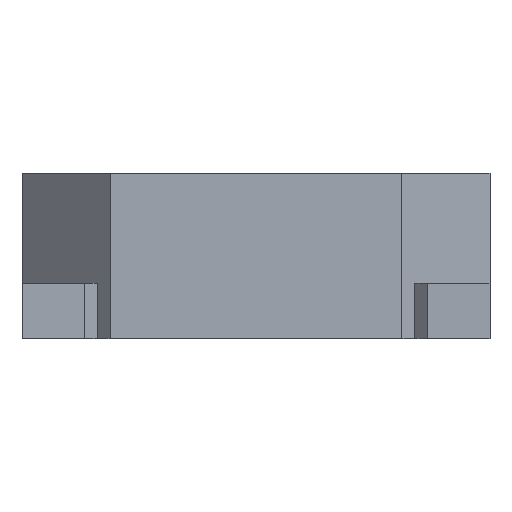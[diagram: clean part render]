
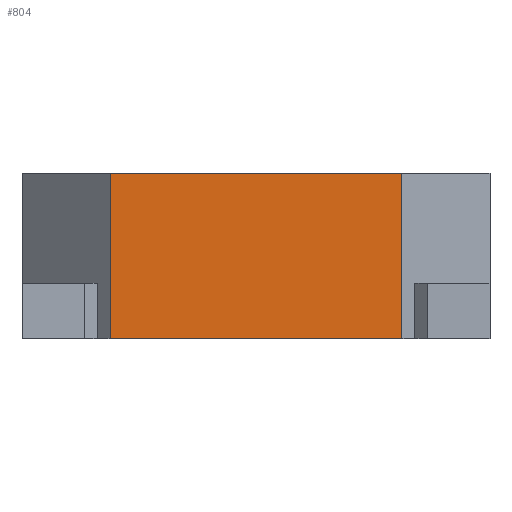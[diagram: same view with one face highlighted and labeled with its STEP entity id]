
A CAD part, top view. The second image highlights one B-rep face of the part: STEP entity #804.
In plain terms, the highlighted planar face has unit normal (0, 0, 1).
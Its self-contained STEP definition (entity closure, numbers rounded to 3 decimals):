
#8 = CARTESIAN_POINT ( 'NONE',  ( 6.9, 3., 0. ) ) ;
#11 = FACE_OUTER_BOUND ( 'NONE', #663, .T. ) ;
#141 = DIRECTION ( 'NONE',  ( 1., 0., 0. ) ) ;
#149 = DIRECTION ( 'NONE',  ( -1., 0., 0. ) ) ;
#189 = CARTESIAN_POINT ( 'NONE',  ( 6.9, 3., 0. ) ) ;
#204 = VECTOR ( 'NONE', #141, 1000. ) ;
#207 = ORIENTED_EDGE ( 'NONE', *, *, #603, .T. ) ;
#248 = CARTESIAN_POINT ( 'NONE',  ( 6.9, 3., 0. ) ) ;
#270 = ORIENTED_EDGE ( 'NONE', *, *, #350, .F. ) ;
#287 = DIRECTION ( 'NONE',  ( 1., 0., 0. ) ) ;
#323 = CARTESIAN_POINT ( 'NONE',  ( 1.6, 3., 0. ) ) ;
#350 = EDGE_CURVE ( 'NONE', #1011, #1062, #703, .T. ) ;
#378 = LINE ( 'NONE', #839, #750 ) ;
#382 = CARTESIAN_POINT ( 'NONE',  ( 6.9, 0., 0. ) ) ;
#383 = VERTEX_POINT ( 'NONE', #933 ) ;
#385 = EDGE_CURVE ( 'NONE', #1011, #994, #378, .T. ) ;
#505 = VECTOR ( 'NONE', #287, 1000. ) ;
#548 = DIRECTION ( 'NONE',  ( 0., -1., 0. ) ) ;
#555 = ORIENTED_EDGE ( 'NONE', *, *, #1063, .F. ) ;
#603 = EDGE_CURVE ( 'NONE', #994, #383, #768, .T. ) ;
#657 = PLANE ( 'NONE',  #776 ) ;
#663 = EDGE_LOOP ( 'NONE', ( #207, #555, #270, #1234 ) ) ;
#703 = LINE ( 'NONE', #248, #204 ) ;
#750 = VECTOR ( 'NONE', #548, 1000. ) ;
#768 = LINE ( 'NONE', #382, #505 ) ;
#776 = AXIS2_PLACEMENT_3D ( 'NONE', #1030, #846, #149 ) ;
#804 = ADVANCED_FACE ( 'NONE', ( #11 ), #657, .F. ) ;
#822 = CARTESIAN_POINT ( 'NONE',  ( 1.6, 0., 0. ) ) ;
#827 = VECTOR ( 'NONE', #1077, 1000. ) ;
#839 = CARTESIAN_POINT ( 'NONE',  ( 1.6, 3., 0. ) ) ;
#846 = DIRECTION ( 'NONE',  ( 0., 0., -1. ) ) ;
#933 = CARTESIAN_POINT ( 'NONE',  ( 6.9, 0., 0. ) ) ;
#994 = VERTEX_POINT ( 'NONE', #822 ) ;
#1011 = VERTEX_POINT ( 'NONE', #323 ) ;
#1030 = CARTESIAN_POINT ( 'NONE',  ( 6.9, 3., 0. ) ) ;
#1062 = VERTEX_POINT ( 'NONE', #8 ) ;
#1063 = EDGE_CURVE ( 'NONE', #1062, #383, #1067, .T. ) ;
#1067 = LINE ( 'NONE', #189, #827 ) ;
#1077 = DIRECTION ( 'NONE',  ( 0., -1., 0. ) ) ;
#1234 = ORIENTED_EDGE ( 'NONE', *, *, #385, .T. ) ;
